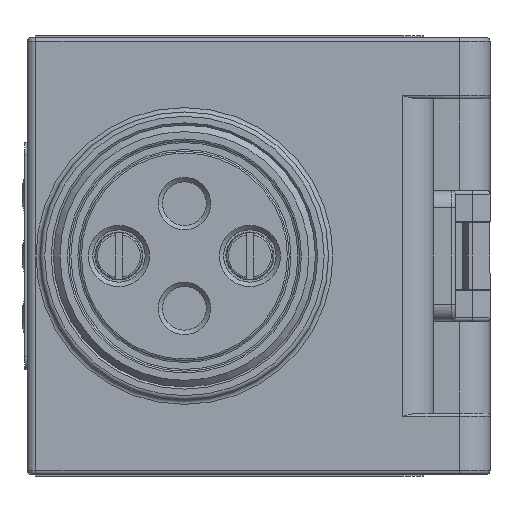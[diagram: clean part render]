
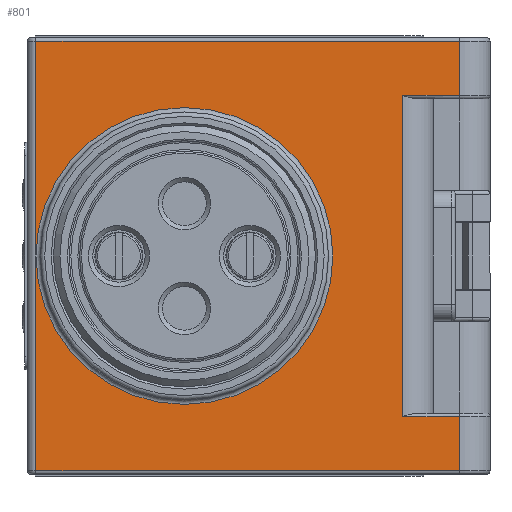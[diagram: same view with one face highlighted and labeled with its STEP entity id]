
A CAD part, left-side view. The second image highlights one B-rep face of the part: STEP entity #801.
In plain terms, the highlighted planar face has unit normal (-1, 0, 0).
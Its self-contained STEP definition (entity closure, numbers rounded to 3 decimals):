
#801 = ADVANCED_FACE( '', ( #2240 ), #2241, .T. );
#2240 = FACE_OUTER_BOUND( '', #4580, .T. );
#2241 = PLANE( '', #4581 );
#4580 = EDGE_LOOP( '', ( #7579, #7580, #7581, #7582, #7583, #7584, #7585, #7586, #7587, #7588 ) );
#4581 = AXIS2_PLACEMENT_3D( '', #7589, #7590, #7591 );
#7579 = ORIENTED_EDGE( '', *, *, #13480, .T. );
#7580 = ORIENTED_EDGE( '', *, *, #13481, .T. );
#7581 = ORIENTED_EDGE( '', *, *, #13482, .F. );
#7582 = ORIENTED_EDGE( '', *, *, #13483, .T. );
#7583 = ORIENTED_EDGE( '', *, *, #13484, .T. );
#7584 = ORIENTED_EDGE( '', *, *, #13485, .T. );
#7585 = ORIENTED_EDGE( '', *, *, #13486, .F. );
#7586 = ORIENTED_EDGE( '', *, *, #13469, .T. );
#7587 = ORIENTED_EDGE( '', *, *, #13487, .T. );
#7588 = ORIENTED_EDGE( '', *, *, #13488, .T. );
#7589 = CARTESIAN_POINT( '', ( -31.8, 3.5, 25. ) );
#7590 = DIRECTION( '', ( -1., 0., 0. ) );
#7591 = DIRECTION( '', ( 0., 0., 1. ) );
#13469 = EDGE_CURVE( '', #15450, #15831, #15833, .T. );
#13480 = EDGE_CURVE( '', #15852, #15853, #15854, .T. );
#13481 = EDGE_CURVE( '', #15853, #15653, #15855, .F. );
#13482 = EDGE_CURVE( '', #15856, #15653, #15857, .T. );
#13483 = EDGE_CURVE( '', #15856, #15858, #15859, .F. );
#13484 = EDGE_CURVE( '', #15858, #15860, #15861, .T. );
#13485 = EDGE_CURVE( '', #15860, #15526, #15862, .T. );
#13486 = EDGE_CURVE( '', #15450, #15526, #15863, .T. );
#13487 = EDGE_CURVE( '', #15831, #15852, #15864, .T. );
#13488 = EDGE_CURVE( '', #15852, #15852, #15865, .F. );
#15450 = VERTEX_POINT( '', #18668 );
#15526 = VERTEX_POINT( '', #18774 );
#15653 = VERTEX_POINT( '', #18929 );
#15831 = VERTEX_POINT( '', #19185 );
#15833 = LINE( '', #19187, #19188 );
#15852 = VERTEX_POINT( '', #19247 );
#15853 = VERTEX_POINT( '', #19248 );
#15854 = LINE( '', #19249, #19250 );
#15855 = LINE( '', #19251, #19252 );
#15856 = VERTEX_POINT( '', #19253 );
#15857 = LINE( '', #19254, #19255 );
#15858 = VERTEX_POINT( '', #19256 );
#15859 = LINE( '', #19257, #19258 );
#15860 = VERTEX_POINT( '', #19259 );
#15861 = LINE( '', #19260, #19261 );
#15862 = LINE( '', #19262, #19263 );
#15863 = LINE( '', #19264, #19265 );
#15864 = LINE( '', #19266, #19267 );
#15865 = CIRCLE( '', #19268, 17. );
#18668 = CARTESIAN_POINT( '', ( -31.8, 3.5, 24.6 ) );
#18774 = CARTESIAN_POINT( '', ( -31.8, 3.5, 18.4 ) );
#18929 = CARTESIAN_POINT( '', ( -31.8, 3.5, -24.6 ) );
#19185 = CARTESIAN_POINT( '', ( -31.8, 52., 24.6 ) );
#19187 = CARTESIAN_POINT( '', ( -31.8, 52., 24.6 ) );
#19188 = VECTOR( '', #24061, 1000. );
#19247 = CARTESIAN_POINT( '', ( -31.8, 52., 0. ) );
#19248 = CARTESIAN_POINT( '', ( -31.8, 52., -24.6 ) );
#19249 = CARTESIAN_POINT( '', ( -31.8, 52., -25. ) );
#19250 = VECTOR( '', #24062, 1000. );
#19251 = CARTESIAN_POINT( '', ( -31.8, 3.5, -24.6 ) );
#19252 = VECTOR( '', #24063, 1000. );
#19253 = CARTESIAN_POINT( '', ( -31.8, 3.5, -18.4 ) );
#19254 = CARTESIAN_POINT( '', ( -31.8, 3.5, 25. ) );
#19255 = VECTOR( '', #24064, 1000. );
#19256 = CARTESIAN_POINT( '', ( -31.8, 10., -18.4 ) );
#19257 = CARTESIAN_POINT( '', ( -31.8, 10., -18.4 ) );
#19258 = VECTOR( '', #24065, 1000. );
#19259 = CARTESIAN_POINT( '', ( -31.8, 10., 18.4 ) );
#19260 = CARTESIAN_POINT( '', ( -31.8, 10., 25. ) );
#19261 = VECTOR( '', #24066, 1000. );
#19262 = CARTESIAN_POINT( '', ( -31.8, 3.5, 18.4 ) );
#19263 = VECTOR( '', #24067, 1000. );
#19264 = CARTESIAN_POINT( '', ( -31.8, 3.5, 25. ) );
#19265 = VECTOR( '', #24068, 1000. );
#19266 = CARTESIAN_POINT( '', ( -31.8, 52., -25. ) );
#19267 = VECTOR( '', #24069, 1000. );
#19268 = AXIS2_PLACEMENT_3D( '', #24070, #24071, #24072 );
#24061 = DIRECTION( '', ( 0., 1., 0. ) );
#24062 = DIRECTION( '', ( 0., 0., -1. ) );
#24063 = DIRECTION( '', ( 0., 1., 0. ) );
#24064 = DIRECTION( '', ( 0., 0., -1. ) );
#24065 = DIRECTION( '', ( 0., -1., 0. ) );
#24066 = DIRECTION( '', ( 0., 0., 1. ) );
#24067 = DIRECTION( '', ( 0., -1., 0. ) );
#24068 = DIRECTION( '', ( 0., 0., -1. ) );
#24069 = DIRECTION( '', ( 0., 0., -1. ) );
#24070 = CARTESIAN_POINT( '', ( -31.8, 35., 0. ) );
#24071 = DIRECTION( '', ( -1., 0., 0. ) );
#24072 = DIRECTION( '', ( 0., 0., 1. ) );
